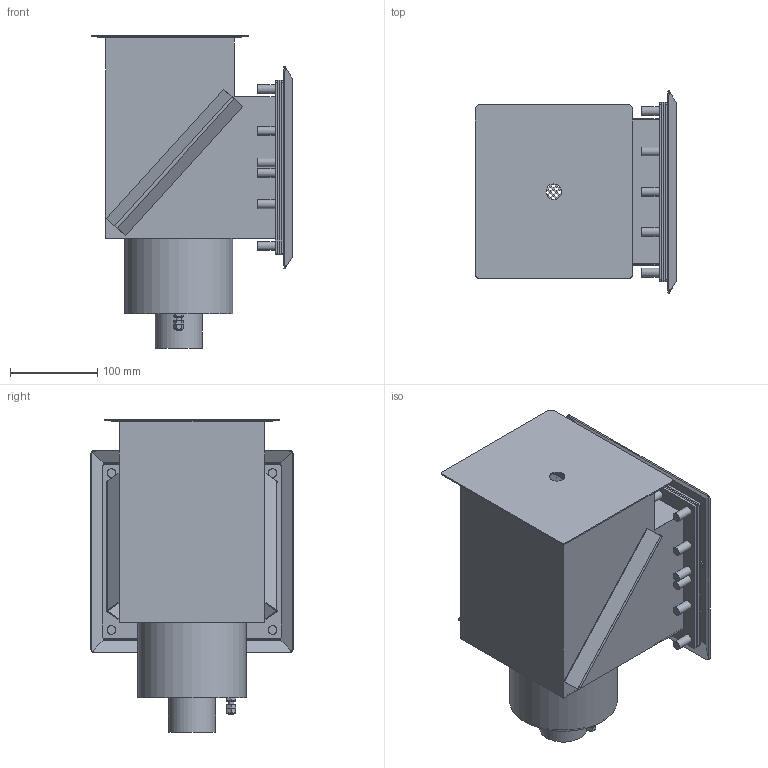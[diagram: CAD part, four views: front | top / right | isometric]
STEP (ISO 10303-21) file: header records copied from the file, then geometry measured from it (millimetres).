
FILE_DESCRIPTION(('STEP AP214'), '1');
FILE_NAME('Ð03-02 ñêèììåð 15 ïëåíêà', '2025-08-29T08:50:39', ('Runwill'), (''), 'C3D Converter', 'C3D Toolkit', '');
FILE_SCHEMA(('AUTOMOTIVE_DESIGN { 1 0 10303 214 3 1 1}'));
Length unit declared in the file: millimetre
Assembly tree (52 placements, depth 4):
  (unnamed)
    (unnamed)
      (unnamed)  x18
      (unnamed)
        (unnamed)
        (unnamed)  x2
    (unnamed)
    (unnamed)  x2
    (unnamed)
    (unnamed)  x16
    (unnamed)
    (unnamed)
      (unnamed)
      (unnamed)
        (unnamed)
        (unnamed)
        (unnamed)
    (unnamed)
    (unnamed)
Bounding box: 230.7 x 232.56 x 358.9 mm (x, y, z)
Volume: 907240.9 mm3; surface area: 956626.1 mm2
Topology: 35 solids, 35 shells, 3925 faces, 11217 edges, 7415 vertices
Faces by surface type: plane 3536, cylinder 254, cone 84, torus 33, sphere 16, bspline 2
Full cylindrical faces by diameter (mm): 1.7 x2, 4.4 x1, 4.917 x20, 5.7 x2, 6 x25, 7 x4, 7.5 x72, 10 x19, 11.34 x2, 18 x1, 54 x1, 120 x1, 121.8 x1, 124.2 x1
Entity records: 138545 total; most frequent: CARTESIAN_POINT 39469, ORIENTED_EDGE 20850, DIRECTION 18226, EDGE_CURVE 10425, VERTEX_POINT 7014, AXIS2_PLACEMENT_3D 6211, LINE 5804, VECTOR 5804
